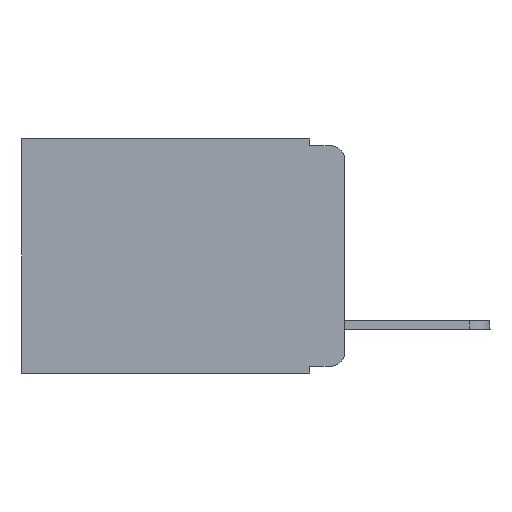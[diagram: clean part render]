
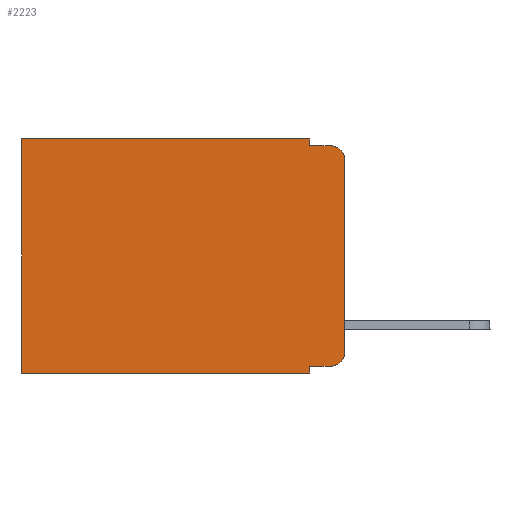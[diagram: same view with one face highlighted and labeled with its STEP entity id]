
A CAD part, left-side view. The second image highlights one B-rep face of the part: STEP entity #2223.
In plain terms, the highlighted planar face has unit normal (-1, 0, 0).
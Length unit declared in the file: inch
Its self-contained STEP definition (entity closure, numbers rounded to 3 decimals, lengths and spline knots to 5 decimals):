
#191 = LINE ( 'NONE', #1895, #15597 ) ;
#666 = ORIENTED_EDGE ( 'NONE', *, *, #20669, .F. ) ;
#1283 = DIRECTION ( 'NONE',  ( 0., 0., -1. ) ) ;
#1464 = CARTESIAN_POINT ( 'NONE',  ( 0.298, 0.02, -0.03 ) ) ;
#1732 = CARTESIAN_POINT ( 'NONE',  ( 0.298, 0.02, -0.01 ) ) ;
#1769 = DIRECTION ( 'NONE',  ( 0., 0., -1. ) ) ;
#1892 = EDGE_CURVE ( 'NONE', #8696, #7758, #18820, .T. ) ;
#1895 = CARTESIAN_POINT ( 'NONE',  ( 0.298, 0., -0.343 ) ) ;
#2128 = CARTESIAN_POINT ( 'NONE',  ( 0.298, 0., -0.03 ) ) ;
#2147 = CARTESIAN_POINT ( 'NONE',  ( 0.298, 0.473, -0.343 ) ) ;
#2223 = ADVANCED_FACE ( 'NONE', ( #12162 ), #17738, .F. ) ;
#2959 = CIRCLE ( 'NONE', #20052, 0.02 ) ;
#2976 = CARTESIAN_POINT ( 'NONE',  ( 0.298, 0.051, -0.333 ) ) ;
#3659 = ORIENTED_EDGE ( 'NONE', *, *, #1892, .F. ) ;
#3965 = DIRECTION ( 'NONE',  ( 0., 0., -1. ) ) ;
#4254 = VERTEX_POINT ( 'NONE', #20020 ) ;
#4382 = VERTEX_POINT ( 'NONE', #2128 ) ;
#4496 = CARTESIAN_POINT ( 'NONE',  ( 0.298, 0.051, -0.01 ) ) ;
#4718 = DIRECTION ( 'NONE',  ( -1., 0., 0. ) ) ;
#4811 = DIRECTION ( 'NONE',  ( 0., 0., -1. ) ) ;
#5907 = CARTESIAN_POINT ( 'NONE',  ( 0.298, 0.473, 0. ) ) ;
#6397 = VECTOR ( 'NONE', #1769, 39.37008 ) ;
#6738 = DIRECTION ( 'NONE',  ( -1., 0., 0. ) ) ;
#6887 = DIRECTION ( 'NONE',  ( 0., -1., 0. ) ) ;
#7127 = EDGE_CURVE ( 'NONE', #21309, #18419, #19202, .T. ) ;
#7159 = LINE ( 'NONE', #22098, #6397 ) ;
#7304 = ORIENTED_EDGE ( 'NONE', *, *, #11397, .T. ) ;
#7339 = EDGE_CURVE ( 'NONE', #13237, #14943, #7159, .T. ) ;
#7383 = DIRECTION ( 'NONE',  ( 0., 0., -1. ) ) ;
#7575 = DIRECTION ( 'NONE',  ( 0., 0., -1. ) ) ;
#7607 = ORIENTED_EDGE ( 'NONE', *, *, #8646, .F. ) ;
#7758 = VERTEX_POINT ( 'NONE', #13837 ) ;
#8294 = CARTESIAN_POINT ( 'NONE',  ( 0.298, 0., -0.313 ) ) ;
#8646 = EDGE_CURVE ( 'NONE', #4382, #18419, #9785, .T. ) ;
#8696 = VERTEX_POINT ( 'NONE', #11362 ) ;
#8880 = EDGE_LOOP ( 'NONE', ( #7607, #12649, #12713, #11483, #23723, #7304, #666, #3659, #14217, #19835 ) ) ;
#9785 = LINE ( 'NONE', #20446, #9997 ) ;
#9997 = VECTOR ( 'NONE', #7575, 39.37008 ) ;
#10049 = VECTOR ( 'NONE', #21651, 39.37008 ) ;
#10157 = LINE ( 'NONE', #15868, #10049 ) ;
#10654 = CARTESIAN_POINT ( 'NONE',  ( 0.298, 0.02, -0.333 ) ) ;
#10914 = CARTESIAN_POINT ( 'NONE',  ( 0.298, 0.051, 0. ) ) ;
#11065 = VECTOR ( 'NONE', #11955, 39.37008 ) ;
#11285 = LINE ( 'NONE', #5907, #13752 ) ;
#11362 = CARTESIAN_POINT ( 'NONE',  ( 0.298, 0.051, -0.333 ) ) ;
#11397 = EDGE_CURVE ( 'NONE', #4254, #23607, #11285, .T. ) ;
#11483 = ORIENTED_EDGE ( 'NONE', *, *, #7339, .F. ) ;
#11543 = DIRECTION ( 'NONE',  ( 0., 1., 0. ) ) ;
#11955 = DIRECTION ( 'NONE',  ( 0., -1., 0. ) ) ;
#12162 = FACE_OUTER_BOUND ( 'NONE', #8880, .T. ) ;
#12240 = DIRECTION ( 'NONE',  ( 0., 0., -1. ) ) ;
#12649 = ORIENTED_EDGE ( 'NONE', *, *, #15045, .T. ) ;
#12713 = ORIENTED_EDGE ( 'NONE', *, *, #23256, .F. ) ;
#13143 = CARTESIAN_POINT ( 'NONE',  ( 0.298, 0.051, 0. ) ) ;
#13237 = VERTEX_POINT ( 'NONE', #10914 ) ;
#13752 = VECTOR ( 'NONE', #7383, 39.37008 ) ;
#13837 = CARTESIAN_POINT ( 'NONE',  ( 0.298, 0.051, -0.343 ) ) ;
#14217 = ORIENTED_EDGE ( 'NONE', *, *, #17580, .T. ) ;
#14228 = CARTESIAN_POINT ( 'NONE',  ( 0.298, 0., 0. ) ) ;
#14424 = AXIS2_PLACEMENT_3D ( 'NONE', #14228, #17968, #4811 ) ;
#14943 = VERTEX_POINT ( 'NONE', #16461 ) ;
#15045 = EDGE_CURVE ( 'NONE', #4382, #21020, #2959, .T. ) ;
#15597 = VECTOR ( 'NONE', #11543, 39.37008 ) ;
#15868 = CARTESIAN_POINT ( 'NONE',  ( 0.298, 0., 0. ) ) ;
#16461 = CARTESIAN_POINT ( 'NONE',  ( 0.298, 0.051, -0.01 ) ) ;
#16581 = EDGE_CURVE ( 'NONE', #13237, #4254, #10157, .T. ) ;
#16699 = VECTOR ( 'NONE', #3965, 39.37008 ) ;
#17058 = LINE ( 'NONE', #4496, #11065 ) ;
#17580 = EDGE_CURVE ( 'NONE', #8696, #21309, #23402, .T. ) ;
#17738 = PLANE ( 'NONE',  #14424 ) ;
#17968 = DIRECTION ( 'NONE',  ( 1., 0., 0. ) ) ;
#17999 = CARTESIAN_POINT ( 'NONE',  ( 0.298, 0.02, -0.313 ) ) ;
#18419 = VERTEX_POINT ( 'NONE', #8294 ) ;
#18820 = LINE ( 'NONE', #13143, #16699 ) ;
#19202 = CIRCLE ( 'NONE', #23837, 0.02 ) ;
#19835 = ORIENTED_EDGE ( 'NONE', *, *, #7127, .T. ) ;
#20020 = CARTESIAN_POINT ( 'NONE',  ( 0.298, 0.473, 0. ) ) ;
#20052 = AXIS2_PLACEMENT_3D ( 'NONE', #1464, #6738, #12240 ) ;
#20446 = CARTESIAN_POINT ( 'NONE',  ( 0.298, 0., 0. ) ) ;
#20461 = VECTOR ( 'NONE', #6887, 39.37008 ) ;
#20669 = EDGE_CURVE ( 'NONE', #7758, #23607, #191, .T. ) ;
#21020 = VERTEX_POINT ( 'NONE', #1732 ) ;
#21309 = VERTEX_POINT ( 'NONE', #10654 ) ;
#21651 = DIRECTION ( 'NONE',  ( 0., 1., 0. ) ) ;
#22098 = CARTESIAN_POINT ( 'NONE',  ( 0.298, 0.051, 0. ) ) ;
#23256 = EDGE_CURVE ( 'NONE', #14943, #21020, #17058, .T. ) ;
#23402 = LINE ( 'NONE', #2976, #20461 ) ;
#23607 = VERTEX_POINT ( 'NONE', #2147 ) ;
#23723 = ORIENTED_EDGE ( 'NONE', *, *, #16581, .T. ) ;
#23837 = AXIS2_PLACEMENT_3D ( 'NONE', #17999, #4718, #1283 ) ;
